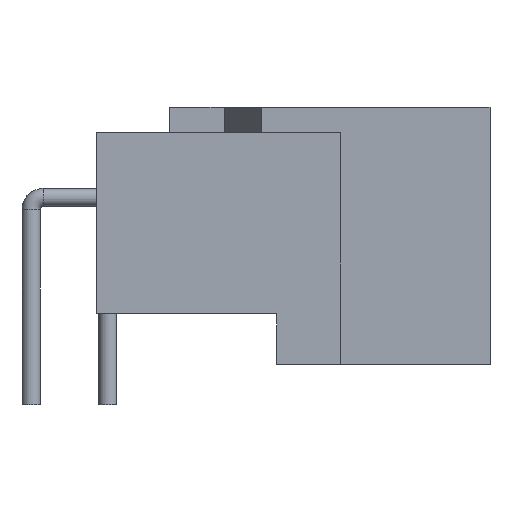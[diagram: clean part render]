
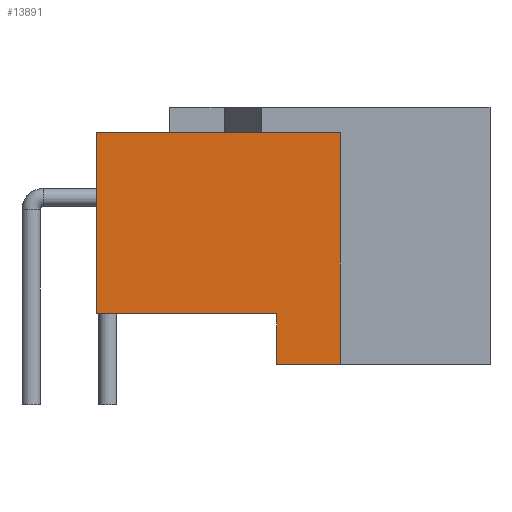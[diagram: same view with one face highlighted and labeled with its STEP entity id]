
A CAD part, front view. The second image highlights one B-rep face of the part: STEP entity #13891.
In plain terms, the highlighted free-form (B-spline) face has degree [1, 1] with [2, 2] control points.
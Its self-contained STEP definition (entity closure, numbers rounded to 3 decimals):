
#13750=CARTESIAN_POINT('',(5.59,-86.37,0.));
#13751=VERTEX_POINT('',#13750);
#13757=CARTESIAN_POINT('',(-0.36,-86.37,0.));
#13758=VERTEX_POINT('',#13757);
#13759=CARTESIAN_POINT('',(5.59,-86.37,0.));
#13760=CARTESIAN_POINT('',(-0.36,-86.37,0.));
#13761=B_SPLINE_CURVE_WITH_KNOTS('',1,(#13759,#13760),.UNSPECIFIED.,.F.,.U.,(2,2),(0.35,1.342),.UNSPECIFIED.);
#13762=EDGE_CURVE('',#13751,#13758,#13761,.T.);
#13839=CARTESIAN_POINT('',(-0.36,-86.37,6.));
#13840=VERTEX_POINT('',#13839);
#13848=CARTESIAN_POINT('',(-0.36,-86.37,6.));
#13849=CARTESIAN_POINT('',(-0.36,-86.37,0.));
#13850=QUASI_UNIFORM_CURVE('',1,(#13848,#13849),.UNSPECIFIED.,.F.,.U.);
#13851=EDGE_CURVE('',#13840,#13758,#13850,.T.);
#13856=CARTESIAN_POINT('',(7.79,-86.37,6.1));
#13857=CARTESIAN_POINT('',(-0.46,-86.37,6.1));
#13858=CARTESIAN_POINT('',(7.79,-86.37,-1.77));
#13859=CARTESIAN_POINT('',(-0.46,-86.37,-1.77));
#13860=QUASI_UNIFORM_SURFACE('',1,1,((#13856,#13858),(#13857,#13859)),.UNSPECIFIED.,.F.,.F.,.U.);
#13861=CARTESIAN_POINT('',(7.69,-86.37,-1.67));
#13862=VERTEX_POINT('',#13861);
#13863=CARTESIAN_POINT('',(5.59,-86.37,-1.67));
#13864=VERTEX_POINT('',#13863);
#13865=CARTESIAN_POINT('',(7.69,-86.37,-1.67));
#13866=CARTESIAN_POINT('',(5.59,-86.37,-1.67));
#13867=B_SPLINE_CURVE_WITH_KNOTS('',1,(#13865,#13866),.UNSPECIFIED.,.F.,.U.,(2,2),(0.0,1.257),.UNSPECIFIED.);
#13868=EDGE_CURVE('',#13862,#13864,#13867,.T.);
#13869=ORIENTED_EDGE('',*,*,#13868,.F.);
#13870=CARTESIAN_POINT('',(7.69,-86.37,6.));
#13871=VERTEX_POINT('',#13870);
#13872=CARTESIAN_POINT('',(7.69,-86.37,6.));
#13873=CARTESIAN_POINT('',(7.69,-86.37,-1.67));
#13874=QUASI_UNIFORM_CURVE('',1,(#13872,#13873),.UNSPECIFIED.,.F.,.U.);
#13875=EDGE_CURVE('',#13871,#13862,#13874,.T.);
#13876=ORIENTED_EDGE('',*,*,#13875,.F.);
#13877=CARTESIAN_POINT('',(-0.36,-86.37,6.));
#13878=CARTESIAN_POINT('',(7.69,-86.37,6.));
#13879=B_SPLINE_CURVE_WITH_KNOTS('',1,(#13877,#13878),.UNSPECIFIED.,.F.,.U.,(2,2),(0.0,1.342),.UNSPECIFIED.);
#13880=EDGE_CURVE('',#13840,#13871,#13879,.T.);
#13881=ORIENTED_EDGE('',*,*,#13880,.F.);
#13882=ORIENTED_EDGE('',*,*,#13851,.T.);
#13883=ORIENTED_EDGE('',*,*,#13762,.F.);
#13884=CARTESIAN_POINT('',(5.59,-86.37,-1.67));
#13885=CARTESIAN_POINT('',(5.59,-86.37,0.));
#13886=QUASI_UNIFORM_CURVE('',1,(#13884,#13885),.UNSPECIFIED.,.F.,.U.);
#13887=EDGE_CURVE('',#13864,#13751,#13886,.T.);
#13888=ORIENTED_EDGE('',*,*,#13887,.F.);
#13889=EDGE_LOOP('',(#13869,#13876,#13881,#13882,#13883,#13888));
#13890=FACE_OUTER_BOUND('',#13889,.T.);
#13891=ADVANCED_FACE('',(#13890),#13860,.T.);
